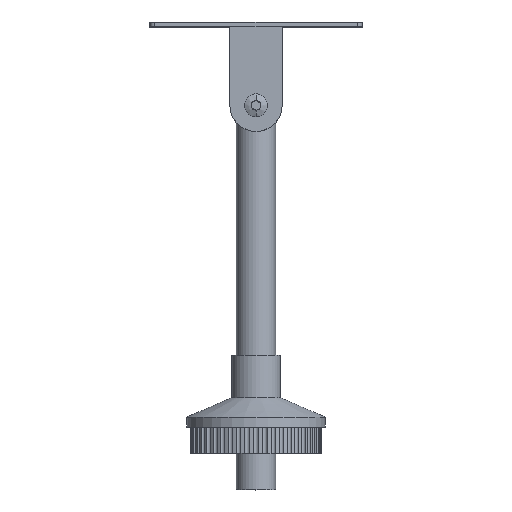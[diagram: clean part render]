
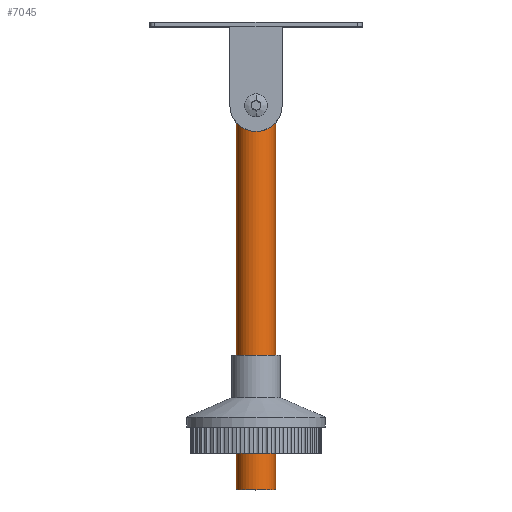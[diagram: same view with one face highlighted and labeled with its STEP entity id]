
A CAD part, top view. The second image highlights one B-rep face of the part: STEP entity #7045.
In plain terms, the highlighted cylindrical face has radius 6 mm (diameter 12 mm), a partial arc.
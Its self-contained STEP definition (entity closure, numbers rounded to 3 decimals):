
#24 = AXIS2_PLACEMENT_3D ( 'NONE', #6922, #731, #808 ) ;
#174 = CARTESIAN_POINT ( 'NONE',  ( -6., 110.748, 0. ) ) ;
#474 = EDGE_LOOP ( 'NONE', ( #1630, #1546, #1515, #2960 ) ) ;
#552 = FACE_OUTER_BOUND ( 'NONE', #474, .T. ) ;
#575 = VECTOR ( 'NONE', #5001, 1000. ) ;
#731 = DIRECTION ( 'NONE',  ( 0., 1., 0. ) ) ;
#808 = DIRECTION ( 'NONE',  ( -1., 0., 0. ) ) ;
#1315 = LINE ( 'NONE', #3215, #575 ) ;
#1466 = CARTESIAN_POINT ( 'NONE',  ( 6., -11.252, 0. ) ) ;
#1515 = ORIENTED_EDGE ( 'NONE', *, *, #2429, .F. ) ;
#1546 = ORIENTED_EDGE ( 'NONE', *, *, #6054, .T. ) ;
#1630 = ORIENTED_EDGE ( 'NONE', *, *, #5757, .T. ) ;
#2102 = CARTESIAN_POINT ( 'NONE',  ( 6., 166.937, 0. ) ) ;
#2222 = CARTESIAN_POINT ( 'NONE',  ( -6., -11.252, 0. ) ) ;
#2362 = CARTESIAN_POINT ( 'NONE',  ( 0., 166.937, 0. ) ) ;
#2429 = EDGE_CURVE ( 'NONE', #4198, #7887, #6207, .T. ) ;
#2675 = AXIS2_PLACEMENT_3D ( 'NONE', #2362, #6038, #4846 ) ;
#2960 = ORIENTED_EDGE ( 'NONE', *, *, #3694, .F. ) ;
#2972 = CYLINDRICAL_SURFACE ( 'NONE', #2675, 6. ) ;
#3215 = CARTESIAN_POINT ( 'NONE',  ( -6., 166.937, 0. ) ) ;
#3281 = VECTOR ( 'NONE', #3312, 1000. ) ;
#3312 = DIRECTION ( 'NONE',  ( 0., 1., 0. ) ) ;
#3694 = EDGE_CURVE ( 'NONE', #6595, #4198, #1315, .T. ) ;
#3797 = CIRCLE ( 'NONE', #5356, 6. ) ;
#4198 = VERTEX_POINT ( 'NONE', #174 ) ;
#4306 = VERTEX_POINT ( 'NONE', #1466 ) ;
#4846 = DIRECTION ( 'NONE',  ( -1., 0., 0. ) ) ;
#5001 = DIRECTION ( 'NONE',  ( 0., 1., 0. ) ) ;
#5356 = AXIS2_PLACEMENT_3D ( 'NONE', #7130, #5931, #6531 ) ;
#5757 = EDGE_CURVE ( 'NONE', #6595, #4306, #3797, .T. ) ;
#5813 = LINE ( 'NONE', #2102, #3281 ) ;
#5931 = DIRECTION ( 'NONE',  ( 0., 1., 0. ) ) ;
#6038 = DIRECTION ( 'NONE',  ( 0., 1., 0. ) ) ;
#6054 = EDGE_CURVE ( 'NONE', #4306, #7887, #5813, .T. ) ;
#6207 = CIRCLE ( 'NONE', #24, 6. ) ;
#6276 = CARTESIAN_POINT ( 'NONE',  ( 6., 110.748, 0. ) ) ;
#6531 = DIRECTION ( 'NONE',  ( -1., 0., 0. ) ) ;
#6595 = VERTEX_POINT ( 'NONE', #2222 ) ;
#6922 = CARTESIAN_POINT ( 'NONE',  ( 0., 110.748, 0. ) ) ;
#7045 = ADVANCED_FACE ( 'NONE', ( #552 ), #2972, .T. ) ;
#7130 = CARTESIAN_POINT ( 'NONE',  ( 0., -11.252, 0. ) ) ;
#7887 = VERTEX_POINT ( 'NONE', #6276 ) ;
